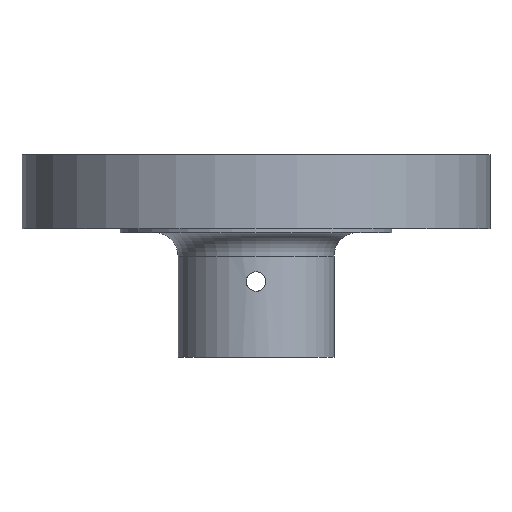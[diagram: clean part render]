
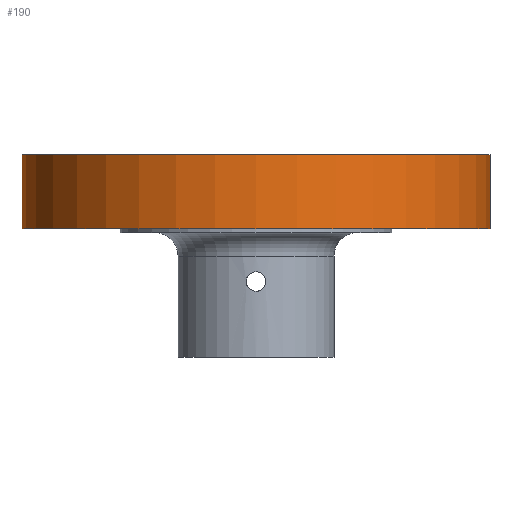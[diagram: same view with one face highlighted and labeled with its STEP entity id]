
A CAD part, front view. The second image highlights one B-rep face of the part: STEP entity #190.
In plain terms, the highlighted cylindrical face has radius 30 mm (diameter 60 mm), a partial arc.
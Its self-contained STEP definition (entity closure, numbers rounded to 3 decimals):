
#6 = LINE ( 'NONE', #1614, #1596 ) ;
#26 = ORIENTED_EDGE ( 'NONE', *, *, #914, .T. ) ;
#30 = AXIS2_PLACEMENT_3D ( 'NONE', #2195, #1649, #787 ) ;
#52 = DIRECTION ( 'NONE',  ( 0., 0., -1. ) ) ;
#114 = EDGE_CURVE ( 'NONE', #2202, #124, #6, .T. ) ;
#122 = DIRECTION ( 'NONE',  ( -1., 0., 0. ) ) ;
#124 = VERTEX_POINT ( 'NONE', #1106 ) ;
#190 = ADVANCED_FACE ( 'NONE', ( #1353 ), #1756, .T. ) ;
#229 = EDGE_CURVE ( 'NONE', #1835, #124, #975, .T. ) ;
#314 = EDGE_CURVE ( 'NONE', #1546, #1835, #567, .T. ) ;
#329 = VECTOR ( 'NONE', #2172, 1000. ) ;
#567 = LINE ( 'NONE', #983, #329 ) ;
#572 = AXIS2_PLACEMENT_3D ( 'NONE', #2057, #2039, #122 ) ;
#787 = DIRECTION ( 'NONE',  ( -1., 0., 0. ) ) ;
#796 = EDGE_LOOP ( 'NONE', ( #2106, #26, #1729, #2014 ) ) ;
#914 = EDGE_CURVE ( 'NONE', #1546, #2202, #1526, .T. ) ;
#922 = CARTESIAN_POINT ( 'NONE',  ( 0., 0., 10. ) ) ;
#975 = CIRCLE ( 'NONE', #30, 30. ) ;
#983 = CARTESIAN_POINT ( 'NONE',  ( 30., 0., 10. ) ) ;
#1092 = DIRECTION ( 'NONE',  ( 0., 0., -1. ) ) ;
#1106 = CARTESIAN_POINT ( 'NONE',  ( -30., 0., 0.5 ) ) ;
#1261 = DIRECTION ( 'NONE',  ( -1., 0., 0. ) ) ;
#1353 = FACE_OUTER_BOUND ( 'NONE', #796, .T. ) ;
#1526 = CIRCLE ( 'NONE', #572, 30. ) ;
#1546 = VERTEX_POINT ( 'NONE', #1720 ) ;
#1596 = VECTOR ( 'NONE', #52, 1000. ) ;
#1614 = CARTESIAN_POINT ( 'NONE',  ( -30., 0., 10. ) ) ;
#1649 = DIRECTION ( 'NONE',  ( 0., 0., -1. ) ) ;
#1720 = CARTESIAN_POINT ( 'NONE',  ( 30., 0., 10. ) ) ;
#1729 = ORIENTED_EDGE ( 'NONE', *, *, #114, .T. ) ;
#1756 = CYLINDRICAL_SURFACE ( 'NONE', #1961, 30. ) ;
#1835 = VERTEX_POINT ( 'NONE', #1845 ) ;
#1845 = CARTESIAN_POINT ( 'NONE',  ( 30., 0., 0.5 ) ) ;
#1961 = AXIS2_PLACEMENT_3D ( 'NONE', #922, #1092, #1261 ) ;
#2014 = ORIENTED_EDGE ( 'NONE', *, *, #229, .F. ) ;
#2039 = DIRECTION ( 'NONE',  ( 0., 0., -1. ) ) ;
#2057 = CARTESIAN_POINT ( 'NONE',  ( 0., 0., 10. ) ) ;
#2106 = ORIENTED_EDGE ( 'NONE', *, *, #314, .F. ) ;
#2167 = CARTESIAN_POINT ( 'NONE',  ( -30., 0., 10. ) ) ;
#2172 = DIRECTION ( 'NONE',  ( 0., 0., -1. ) ) ;
#2195 = CARTESIAN_POINT ( 'NONE',  ( 0., 0., 0.5 ) ) ;
#2202 = VERTEX_POINT ( 'NONE', #2167 ) ;
